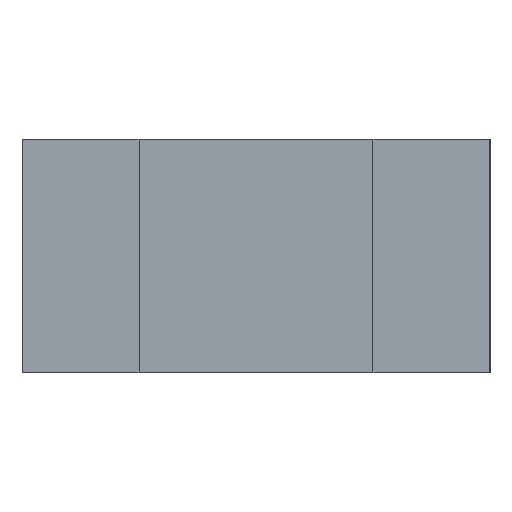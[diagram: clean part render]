
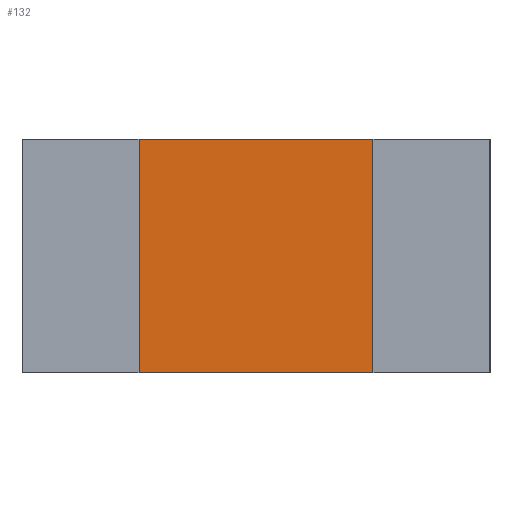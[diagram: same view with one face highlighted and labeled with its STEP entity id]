
A CAD part, front view. The second image highlights one B-rep face of the part: STEP entity #132.
In plain terms, the highlighted planar face has unit normal (0, -1, 0).
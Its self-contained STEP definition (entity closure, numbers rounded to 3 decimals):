
#17 = EDGE_LOOP ( 'NONE', ( #270, #531, #623, #598 ) ) ;
#18 = CARTESIAN_POINT ( 'NONE',  ( -3., 65., 0. ) ) ;
#74 = DIRECTION ( 'NONE',  ( 1., 0., 0. ) ) ;
#88 = VERTEX_POINT ( 'NONE', #619 ) ;
#99 = CARTESIAN_POINT ( 'NONE',  ( -3., 65., 6. ) ) ;
#104 = DIRECTION ( 'NONE',  ( 0., 1., 0. ) ) ;
#108 = VERTEX_POINT ( 'NONE', #99 ) ;
#132 = ADVANCED_FACE ( 'NONE', ( #716 ), #562, .F. ) ;
#146 = VECTOR ( 'NONE', #74, 1000. ) ;
#170 = LINE ( 'NONE', #18, #146 ) ;
#196 = VECTOR ( 'NONE', #449, 1000. ) ;
#219 = CARTESIAN_POINT ( 'NONE',  ( -3., 65., 6. ) ) ;
#238 = LINE ( 'NONE', #457, #301 ) ;
#269 = DIRECTION ( 'NONE',  ( 0., 0., 1. ) ) ;
#270 = ORIENTED_EDGE ( 'NONE', *, *, #713, .T. ) ;
#272 = CARTESIAN_POINT ( 'NONE',  ( -3., 65., 6. ) ) ;
#301 = VECTOR ( 'NONE', #401, 1000. ) ;
#305 = EDGE_CURVE ( 'NONE', #88, #717, #398, .T. ) ;
#334 = CARTESIAN_POINT ( 'NONE',  ( 3., 65., 0. ) ) ;
#378 = VECTOR ( 'NONE', #639, 1000. ) ;
#398 = LINE ( 'NONE', #633, #378 ) ;
#401 = DIRECTION ( 'NONE',  ( 1., 0., 0. ) ) ;
#449 = DIRECTION ( 'NONE',  ( 0., 0., -1. ) ) ;
#457 = CARTESIAN_POINT ( 'NONE',  ( -3., 65., 6. ) ) ;
#495 = LINE ( 'NONE', #219, #196 ) ;
#517 = CARTESIAN_POINT ( 'NONE',  ( -3., 65., 0. ) ) ;
#531 = ORIENTED_EDGE ( 'NONE', *, *, #305, .F. ) ;
#562 = PLANE ( 'NONE',  #621 ) ;
#589 = EDGE_CURVE ( 'NONE', #108, #714, #495, .T. ) ;
#598 = ORIENTED_EDGE ( 'NONE', *, *, #589, .T. ) ;
#619 = CARTESIAN_POINT ( 'NONE',  ( 3., 65., 6. ) ) ;
#621 = AXIS2_PLACEMENT_3D ( 'NONE', #272, #104, #269 ) ;
#623 = ORIENTED_EDGE ( 'NONE', *, *, #710, .F. ) ;
#633 = CARTESIAN_POINT ( 'NONE',  ( 3., 65., 6. ) ) ;
#639 = DIRECTION ( 'NONE',  ( 0., 0., -1. ) ) ;
#710 = EDGE_CURVE ( 'NONE', #108, #88, #238, .T. ) ;
#713 = EDGE_CURVE ( 'NONE', #714, #717, #170, .T. ) ;
#714 = VERTEX_POINT ( 'NONE', #517 ) ;
#716 = FACE_OUTER_BOUND ( 'NONE', #17, .T. ) ;
#717 = VERTEX_POINT ( 'NONE', #334 ) ;
